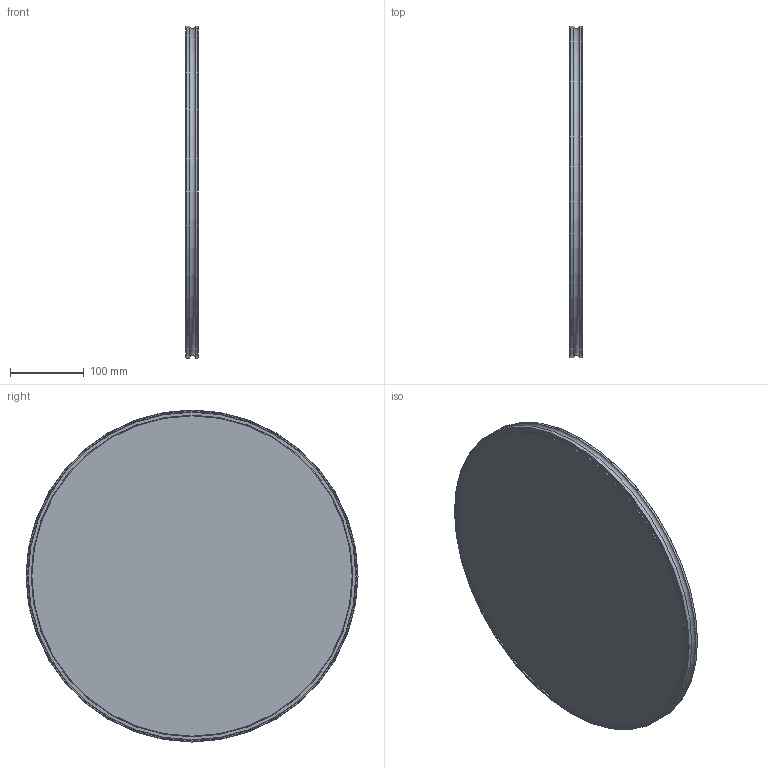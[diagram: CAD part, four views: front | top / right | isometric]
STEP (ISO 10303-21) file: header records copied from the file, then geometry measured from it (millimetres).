
FILE_DESCRIPTION(/* description */ (''),/* implementation_level */ '2;1');
FILE_NAME(/* name */ 'FL-A400LF.stp',/* time_stamp */ '2018-07-12T15:19:51+01:00',/* author */ ('paul'),/* organization */ (''),/* preprocessor_version */ 'ST-DEVELOPER v17',/* originating_system */ 'Autodesk Inventor 2019',/* authorisation */ '');
FILE_SCHEMA (('CONFIG_CONTROL_DESIGN','AUTOMOTIVE_DESIGN { 1 0 10303 214 3 1 1 }'));
Length unit declared in the file: millimetre
Products named in the file (1): FL-A400LF
Bounding box: 17 x 450 x 450 mm (x, y, z)
Volume: 2617921.1 mm3; surface area: 363272.6 mm2
Topology: 1 solids, 1 shells, 19 faces, 53 edges, 40 vertices
Faces by surface type: plane 6, cylinder 6, torus 5, cone 2
Full cylindrical faces by diameter (mm): 387.2 x1, 400 x1, 435 x1, 445 x1, 450 x2
Entity records: 703 total; most frequent: DIRECTION 138, CARTESIAN_POINT 113, ORIENTED_EDGE 106, AXIS2_PLACEMENT_3D 65, EDGE_CURVE 53, CIRCLE 45, VERTEX_POINT 40, EDGE_LOOP 23
